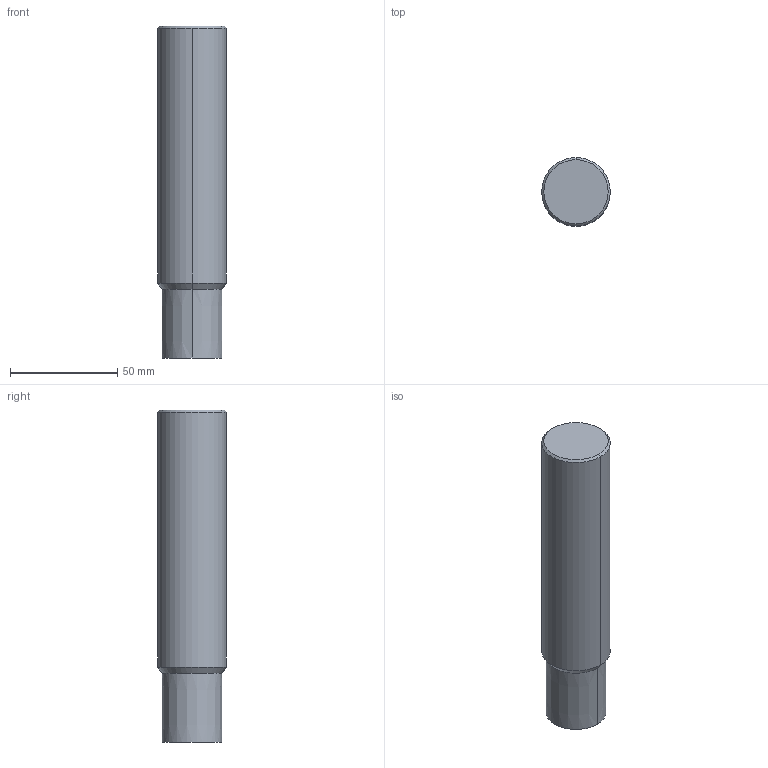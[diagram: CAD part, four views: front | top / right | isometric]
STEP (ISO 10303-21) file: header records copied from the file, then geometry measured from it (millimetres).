
FILE_DESCRIPTION(('no description'),'unknown implementation level');
FILE_NAME('solid8jzlB5UVeSFhy_9Pp2z9Jjur6nI_1.STP',' ',('CIMSOURCE GmbH'),('CADClick - KiM GmbH - www.kimweb.de'),'unknown preprocess','ACIS','unknown authorization');
FILE_SCHEMA(('automotive_design'));
Length unit declared in the file: millimetre
Products named in the file (1): 1
Bounding box: 32 x 32 x 155 mm (x, y, z)
Volume: 112550.4 mm3; surface area: 17891.4 mm2
Topology: 1 solids, 1 shells, 24 faces, 48 edges, 25 vertices
Faces by surface type: cone 14, cylinder 8, plane 2
Entity records: 1183 total; most frequent: DIRECTION 126, CARTESIAN_POINT 99, STYLED_ITEM 96, PRESENTATION_STYLE_ASSIGNMENT 96, COLOUR_RGB 96, ORIENTED_EDGE 92, AXIS2_PLACEMENT_3D 52, EDGE_CURVE 46
